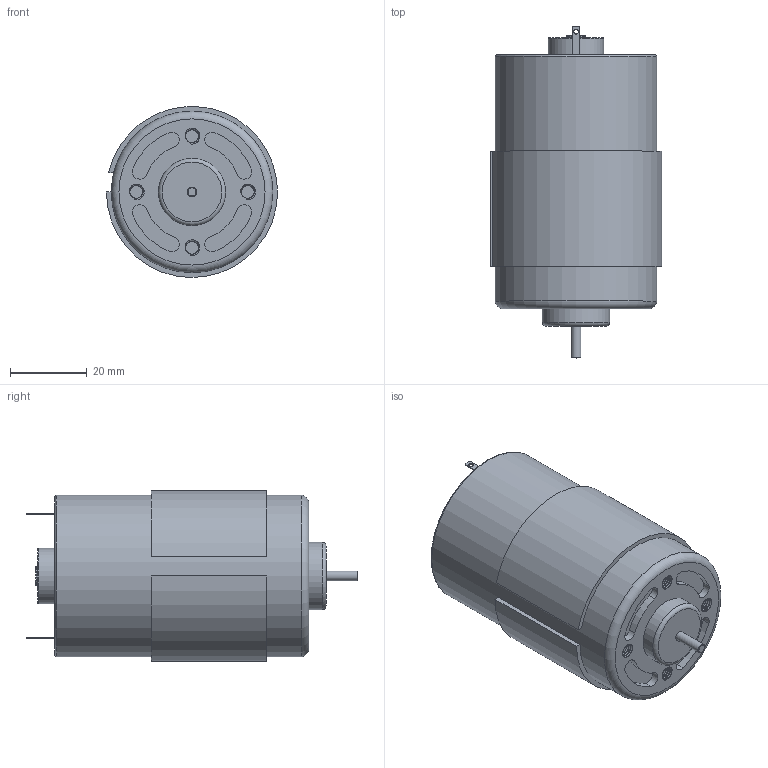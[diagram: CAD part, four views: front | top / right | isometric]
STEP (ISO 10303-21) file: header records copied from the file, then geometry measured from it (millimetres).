
FILE_DESCRIPTION(/* description */ (''),/* implementation_level */ '2;1');
FILE_NAME(/* name */ '775 motor v0.step',/* time_stamp */ '2023-09-02T14:14:02+05:30',/* author */ (''),/* organization */ (''),/* preprocessor_version */ 'ST-DEVELOPER v20',/* originating_system */ 'Autodesk Translation Framework v12.9.0.99',/* authorisation */ '');
FILE_SCHEMA (('AUTOMOTIVE_DESIGN { 1 0 10303 214 3 1 1 }'));
Length unit declared in the file: millimetre
Products named in the file (1): 775 motor
Bounding box: 44.49 x 86.3 x 44.48 mm (x, y, z)
Volume: 96854.1 mm3; surface area: 21052.9 mm2
Topology: 2 solids, 2 shells, 194 faces, 492 edges, 328 vertices
Faces by surface type: cylinder 96, plane 84, bspline 8, torus 6
Full cylindrical faces by diameter (mm): 1.2 x2, 2.5 x1, 3.332 x8, 5 x1, 14.5 x1, 17.5 x2, 42 x1
Entity records: 8562 total; most frequent: CARTESIAN_POINT 3811, ORIENTED_EDGE 984, DIRECTION 962, EDGE_CURVE 492, AXIS2_PLACEMENT_3D 359, VERTEX_POINT 328, LINE 244, VECTOR 244
